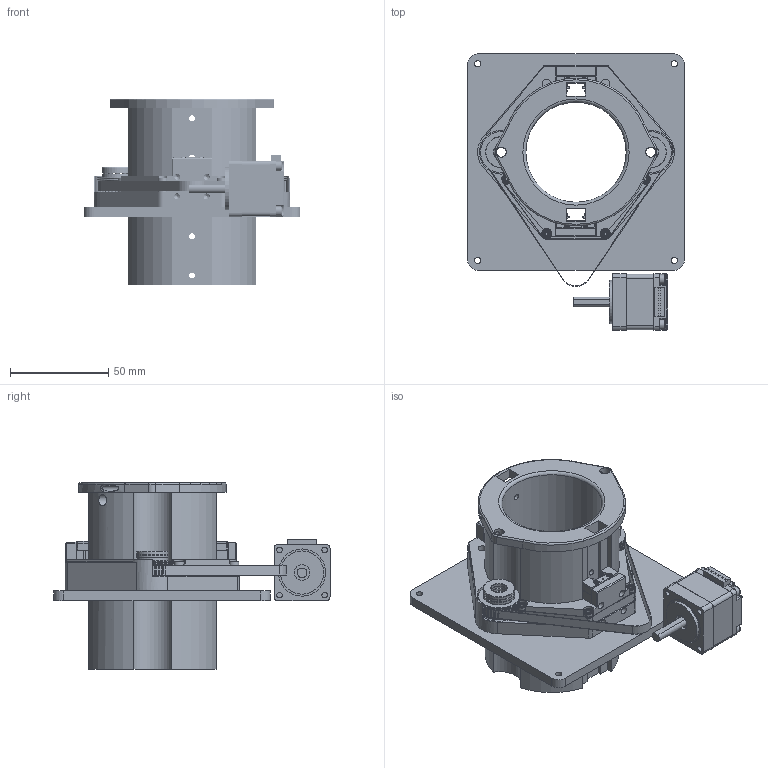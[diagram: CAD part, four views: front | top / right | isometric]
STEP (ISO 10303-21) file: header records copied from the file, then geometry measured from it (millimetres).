
FILE_DESCRIPTION(/* description */ (''),/* implementation_level */ '2;1');
FILE_NAME(/* name */ 'Open Focuser Mk 4 v17.step',/* time_stamp */ '2025-08-04T09:35:23-04:00',/* author */ (''),/* organization */ (''),/* preprocessor_version */ 'ST-DEVELOPER v20.1',/* originating_system */ 'Autodesk Translation Framework v14.10.0.0',/* authorisation */ '');
FILE_SCHEMA (('AUTOMOTIVE_DESIGN { 1 0 10303 214 3 1 1 }'));
Length unit declared in the file: millimetre
Products named in the file (11): Open Focuser Mk 4; 6725K3_Ball Bearing Carriage; focuser pully Stack; focuser pully Stack_1; Body1 (1); focuser pully; 7806K63_Thrust Ball Bearing; 7804K119_Stainless Steel Ball Bearing; Nemaassem1; Nema11 Stepper Motor; Hex M3x20
Assembly tree (30 placements, depth 3):
  Open Focuser Mk 4
    6725K3_Ball Bearing Carriage  x2
    focuser pully Stack
      Body1 (1)
      focuser pully
      7806K63_Thrust Ball Bearing  x2
    focuser pully Stack_1
      Body1 (1)
      focuser pully
      7806K63_Thrust Ball Bearing  x2
    7804K119_Stainless Steel Ball Bearing  x12
    Nemaassem1
      Nema11 Stepper Motor
      Hex M3x20  x4
Bounding box: 110 x 140.41 x 95 mm (x, y, z)
Volume: 225153.3 mm3; surface area: 106379.9 mm2
Topology: 274 solids, 274 shells, 2021 faces, 5273 edges, 3472 vertices
Faces by surface type: plane 849, cylinder 743, sphere 240, torus 94, cone 77, bspline 18
Full cylindrical faces by diameter (mm): 0.5 x4, 1.5 x8, 1.75 x4, 2 x12, 2.2 x8, 2.35 x40, 2.8 x4, 2.9 x12, 3 x58, 3.2 x4, 3.28 x48, 3.6 x8, 3.72 x48, 4.4 x6, 5 x21, 5.15 x2, 5.8 x1, 7.95 x2, 8 x6, 8.2 x8, 8.5 x2, 16 x12, 16.5 x2, 19.864 x2, 20 x2, 21 x6, 22 x1, 24 x1, 51 x1
Entity records: 35533 total; most frequent: CARTESIAN_POINT 11104, DIRECTION 5095, ORIENTED_EDGE 4908, EDGE_CURVE 2454, AXIS2_PLACEMENT_3D 1903, VERTEX_POINT 1661, LINE 1289, VECTOR 1289
